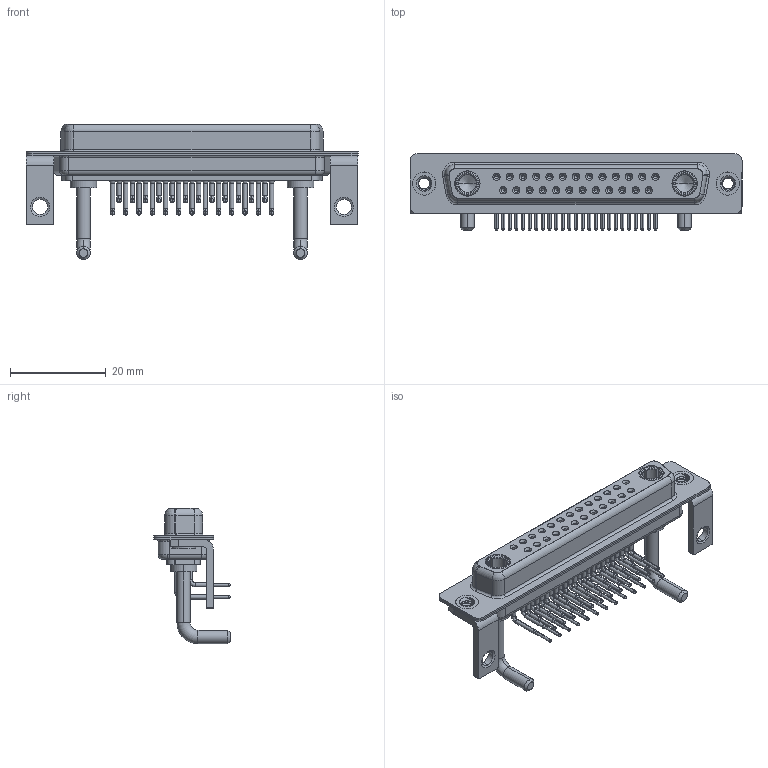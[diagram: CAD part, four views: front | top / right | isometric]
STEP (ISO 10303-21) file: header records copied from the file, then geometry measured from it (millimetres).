
FILE_DESCRIPTION (( 'STEP AP203' ), '1' );
FILE_NAME ('630-27W2250-2T4.STEP', '2022-06-07T14:32:25', ( '' ), ( '' ), 'SwSTEP 2.0', 'SolidWorks 2020', '' );
FILE_SCHEMA (( 'CONFIG_CONTROL_DESIGN' ));
Length unit declared in the file: millimetre
Products named in the file (9): 630Combo Contact Row 1; Power Socket_Ext 20A RA; 630Combo Housing_27W2; 630Combo Contact Row 2; 630Combo Shell Rear_37 Contacts; 630Combo Threaded Rivet_3; 630Combo Stabilizer Bracket; 630Combo Shell Front_37 Contacts; 630-27W2250-2T4
Assembly tree (34 placements, depth 2):
  630-27W2250-2T4
    630Combo Housing_27W2
    630Combo Shell Front_37 Contacts
    630Combo Shell Rear_37 Contacts
    630Combo Threaded Rivet_3  x2
    630Combo Stabilizer Bracket  x2
    Power Socket_Ext 20A RA  x2
    630Combo Contact Row 1  x13
    630Combo Contact Row 2  x12
Bounding box: 69.4 x 16 x 28.33 mm (x, y, z)
Volume: 6030.1 mm3; surface area: 13263.1 mm2
Topology: 36 solids, 36 shells, 1800 faces, 4578 edges, 2888 vertices
Faces by surface type: cylinder 780, plane 520, cone 323, bspline 108, torus 69
Entity records: 25531 total; most frequent: CARTESIAN_POINT 5684, DIRECTION 4169, ORIENTED_EDGE 3554, EDGE_CURVE 1777, AXIS2_PLACEMENT_3D 1736, VERTEX_POINT 1135, CIRCLE 957, EDGE_LOOP 920
